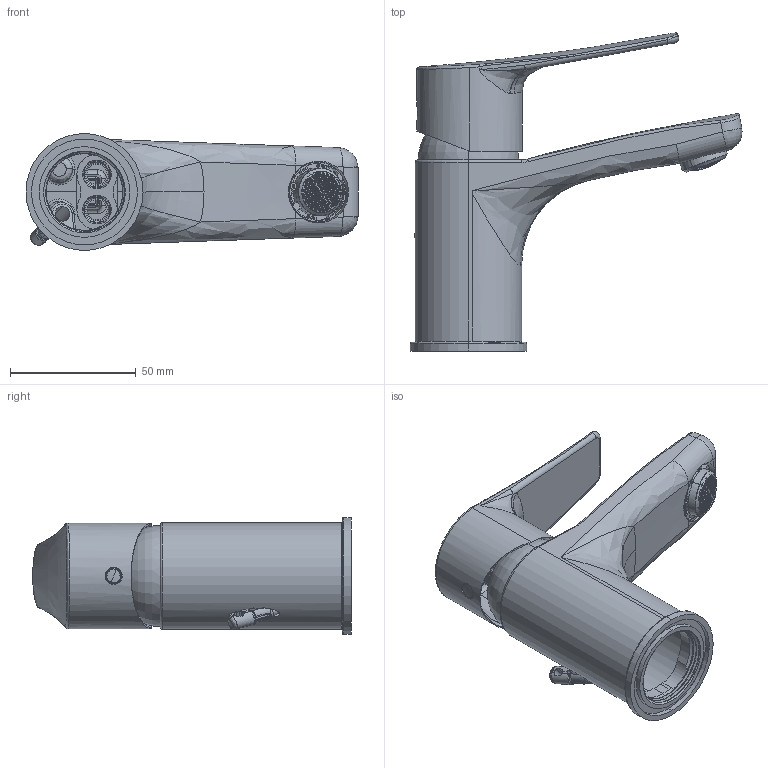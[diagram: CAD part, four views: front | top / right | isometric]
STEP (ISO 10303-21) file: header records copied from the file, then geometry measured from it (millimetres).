
FILE_DESCRIPTION (( 'STEP AP203' ), '1' );
FILE_NAME ('52A308875.STEP', '2023-10-17T09:16:59', ( '' ), ( '' ), 'SwSTEP 2.0', 'SolidWorks 2021', '' );
FILE_SCHEMA (( 'CONFIG_CONTROL_DESIGN' ));
Products named in the file (1): 52A308875
Bounding box: 132.05 x 126.7 x 46.5 mm (x, y, z)
Volume: 85071.9 mm3; surface area: 70335.7 mm2
Topology: 8 solids, 8 shells, 2417 faces, 6140 edges, 3999 vertices
Faces by surface type: plane 1899, bspline 229, cylinder 199, cone 56, torus 24, sphere 10
Entity records: 106310 total; most frequent: CARTESIAN_POINT 48743, ORIENTED_EDGE 12258, DIRECTION 11440, EDGE_CURVE 6129, VERTEX_POINT 3999, AXIS2_PLACEMENT_3D 3842, VECTOR 3756, LINE 3756
